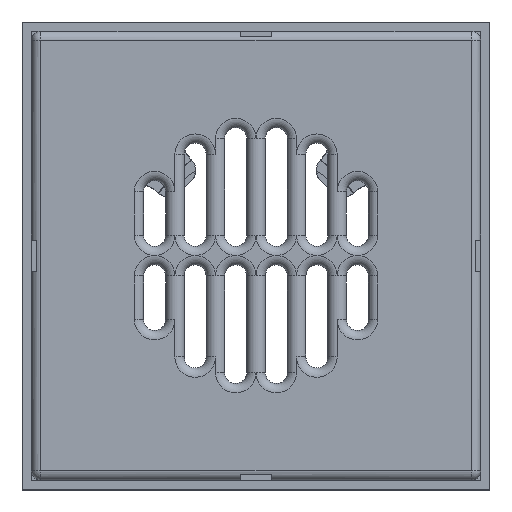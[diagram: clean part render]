
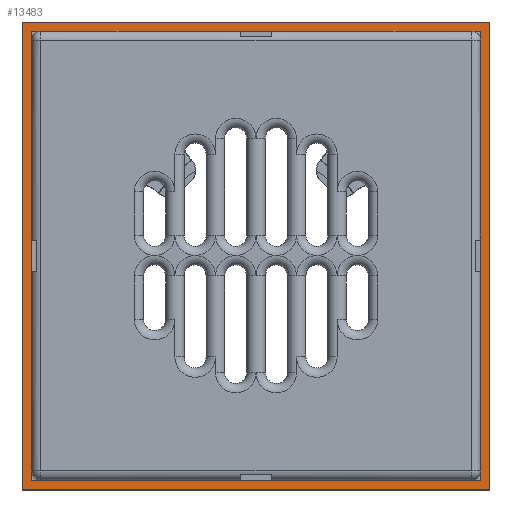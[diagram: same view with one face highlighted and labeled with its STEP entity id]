
A CAD part, top view. The second image highlights one B-rep face of the part: STEP entity #13483.
In plain terms, the highlighted planar face has unit normal (0, 0, 1).
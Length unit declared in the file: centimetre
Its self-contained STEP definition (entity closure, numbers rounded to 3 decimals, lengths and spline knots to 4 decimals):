
#699=FACE_BOUND('',#2302,.T.);
#1355=FACE_OUTER_BOUND('',#2301,.T.);
#2301=EDGE_LOOP('',(#9257,#9258,#9259,#9260));
#2302=EDGE_LOOP('',(#9261,#9262,#9263,#9264));
#4197=VERTEX_POINT('',#24379);
#4198=VERTEX_POINT('',#24381);
#4199=VERTEX_POINT('',#24385);
#4200=VERTEX_POINT('',#24389);
#4203=VERTEX_POINT('',#24398);
#4204=VERTEX_POINT('',#24400);
#4206=VERTEX_POINT('',#24406);
#4208=VERTEX_POINT('',#24412);
#6050=EDGE_CURVE('',#4198,#4197,#14439,.T.);
#6053=EDGE_CURVE('',#4197,#4199,#14442,.T.);
#6055=EDGE_CURVE('',#4199,#4200,#14444,.T.);
#6056=EDGE_CURVE('',#4200,#4198,#14445,.T.);
#6059=EDGE_CURVE('',#4204,#4203,#14448,.T.);
#6062=EDGE_CURVE('',#4206,#4204,#14451,.T.);
#6065=EDGE_CURVE('',#4208,#4206,#14454,.T.);
#6068=EDGE_CURVE('',#4203,#4208,#14457,.T.);
#9257=ORIENTED_EDGE('',*,*,#6068,.T.);
#9258=ORIENTED_EDGE('',*,*,#6065,.T.);
#9259=ORIENTED_EDGE('',*,*,#6062,.T.);
#9260=ORIENTED_EDGE('',*,*,#6059,.T.);
#9261=ORIENTED_EDGE('',*,*,#6050,.T.);
#9262=ORIENTED_EDGE('',*,*,#6053,.T.);
#9263=ORIENTED_EDGE('',*,*,#6055,.T.);
#9264=ORIENTED_EDGE('',*,*,#6056,.T.);
#12918=PLANE('',#17239);
#13483=ADVANCED_FACE('',(#1355,#699),#12918,.T.);
#14439=LINE('',#24382,#15675);
#14442=LINE('',#24387,#15678);
#14444=LINE('',#24391,#15680);
#14445=LINE('',#24393,#15681);
#14448=LINE('',#24401,#15684);
#14451=LINE('',#24407,#15687);
#14454=LINE('',#24413,#15690);
#14457=LINE('',#24417,#15693);
#15675=VECTOR('',#19967,1.);
#15678=VECTOR('',#19972,1.);
#15680=VECTOR('',#19976,1.);
#15681=VECTOR('',#19979,1.);
#15684=VECTOR('',#19984,1.);
#15687=VECTOR('',#19989,1.);
#15690=VECTOR('',#19994,1.);
#15693=VECTOR('',#19999,1.);
#17239=AXIS2_PLACEMENT_3D('',#24418,#20000,#20001);
#19967=DIRECTION('',(0.,-1.,0.));
#19972=DIRECTION('',(-1.,0.,0.));
#19976=DIRECTION('',(0.,1.,0.));
#19979=DIRECTION('',(1.,0.,0.));
#19984=DIRECTION('',(-1.,0.,0.));
#19989=DIRECTION('',(0.,1.,0.));
#19994=DIRECTION('',(1.,0.,0.));
#19999=DIRECTION('',(0.,-1.,0.));
#20000=DIRECTION('center_axis',(0.,0.,1.));
#20001=DIRECTION('ref_axis',(1.,0.,0.));
#24379=CARTESIAN_POINT('',(72.,-72.,282.));
#24381=CARTESIAN_POINT('',(72.,72.,282.));
#24382=CARTESIAN_POINT('',(72.,-36.,282.));
#24385=CARTESIAN_POINT('',(-72.,-72.,282.));
#24387=CARTESIAN_POINT('',(-36.,-72.,282.));
#24389=CARTESIAN_POINT('',(-72.,72.,282.));
#24391=CARTESIAN_POINT('',(-72.,36.,282.));
#24393=CARTESIAN_POINT('',(36.,72.,282.));
#24398=CARTESIAN_POINT('',(-75.,75.,282.));
#24400=CARTESIAN_POINT('',(75.,75.,282.));
#24401=CARTESIAN_POINT('',(75.,75.,282.));
#24406=CARTESIAN_POINT('',(75.,-75.,282.));
#24407=CARTESIAN_POINT('',(75.,-75.,282.));
#24412=CARTESIAN_POINT('',(-75.,-75.,282.));
#24413=CARTESIAN_POINT('',(-75.,-75.,282.));
#24417=CARTESIAN_POINT('',(-75.,75.,282.));
#24418=CARTESIAN_POINT('Origin',(0.,0.,282.));
